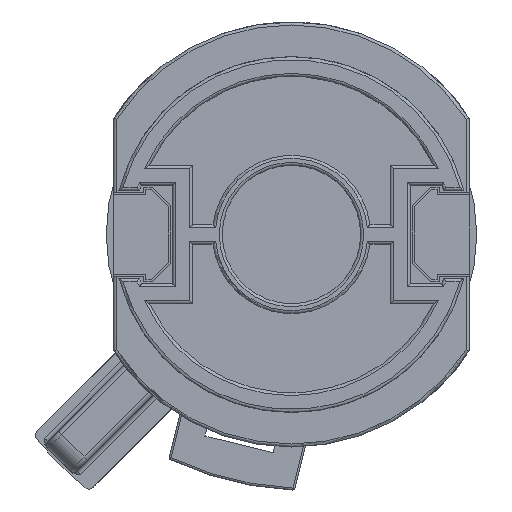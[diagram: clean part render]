
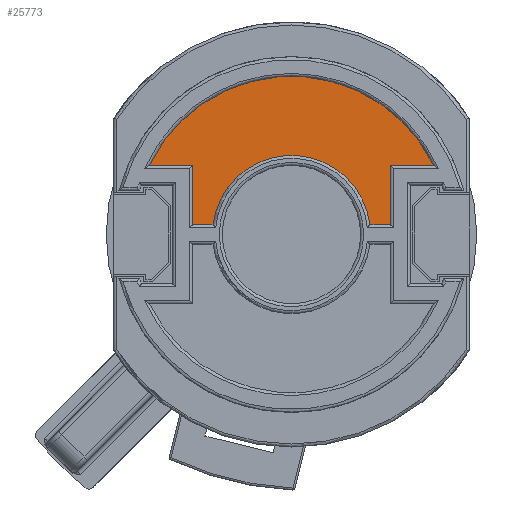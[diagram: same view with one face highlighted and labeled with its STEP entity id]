
A CAD part, front view. The second image highlights one B-rep face of the part: STEP entity #25773.
In plain terms, the highlighted face is planar.
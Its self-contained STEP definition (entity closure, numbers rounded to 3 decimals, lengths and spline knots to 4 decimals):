
#2775=LINE('',#93671,#4442);
#2778=LINE('',#93676,#4445);
#2781=LINE('',#93684,#4448);
#2821=LINE('',#94052,#4488);
#2824=LINE('',#94060,#4491);
#2826=LINE('',#94063,#4493);
#4442=VECTOR('',#35078,0.2362);
#4445=VECTOR('',#35083,0.1727);
#4448=VECTOR('',#35092,0.1727);
#4488=VECTOR('',#35250,0.0812);
#4491=VECTOR('',#35259,0.0812);
#4493=VECTOR('',#35263,0.2362);
#6616=FACE_OUTER_BOUND('',#8121,.T.);
#8121=EDGE_LOOP('',(#22696,#22697,#22698,#22699,#22700,#22701,#22702,#22703));
#9381=CIRCLE('',#28664,0.6299);
#9392=CIRCLE('',#28726,0.315);
#11723=VERTEX_POINT('',#93668);
#11724=VERTEX_POINT('',#93670);
#11725=VERTEX_POINT('',#93674);
#11726=VERTEX_POINT('',#93678);
#11727=VERTEX_POINT('',#93682);
#11760=VERTEX_POINT('',#94051);
#11761=VERTEX_POINT('',#94055);
#11762=VERTEX_POINT('',#94059);
#15355=EDGE_CURVE('',#11724,#11723,#2775,.T.);
#15358=EDGE_CURVE('',#11723,#11725,#2778,.T.);
#15360=EDGE_CURVE('',#11725,#11726,#9381,.T.);
#15362=EDGE_CURVE('',#11726,#11727,#2781,.T.);
#15436=EDGE_CURVE('',#11760,#11724,#2821,.T.);
#15438=EDGE_CURVE('',#11761,#11760,#9392,.T.);
#15440=EDGE_CURVE('',#11762,#11761,#2824,.T.);
#15442=EDGE_CURVE('',#11727,#11762,#2826,.T.);
#22696=ORIENTED_EDGE('',*,*,#15362,.T.);
#22697=ORIENTED_EDGE('',*,*,#15442,.T.);
#22698=ORIENTED_EDGE('',*,*,#15440,.T.);
#22699=ORIENTED_EDGE('',*,*,#15438,.T.);
#22700=ORIENTED_EDGE('',*,*,#15436,.T.);
#22701=ORIENTED_EDGE('',*,*,#15355,.T.);
#22702=ORIENTED_EDGE('',*,*,#15358,.T.);
#22703=ORIENTED_EDGE('',*,*,#15360,.T.);
#24009=PLANE('',#28738);
#25773=ADVANCED_FACE('',(#6616),#24009,.F.);
#28664=AXIS2_PLACEMENT_3D('',#93680,#35087,#35088);
#28726=AXIS2_PLACEMENT_3D('',#94056,#35254,#35255);
#28738=AXIS2_PLACEMENT_3D('',#94080,#35289,#35290);
#35078=DIRECTION('',(0.,1.,0.));
#35083=DIRECTION('',(-1.,0.,0.));
#35087=DIRECTION('center_axis',(0.,0.,-1.));
#35088=DIRECTION('ref_axis',(-0.899,0.438,0.));
#35092=DIRECTION('',(-1.,0.,0.));
#35250=DIRECTION('',(-1.,0.,0.));
#35254=DIRECTION('center_axis',(0.,0.,1.));
#35255=DIRECTION('ref_axis',(0.992,-0.125,0.));
#35259=DIRECTION('',(-1.,0.,0.));
#35263=DIRECTION('',(0.,-1.,0.));
#35289=DIRECTION('center_axis',(0.,0.,1.));
#35290=DIRECTION('ref_axis',(1.,0.,0.));
#93668=CARTESIAN_POINT('',(-0.3937,0.2756,0.));
#93670=CARTESIAN_POINT('',(-0.3937,0.0394,0.));
#93671=CARTESIAN_POINT('',(-0.3937,0.0394,0.));
#93674=CARTESIAN_POINT('',(-0.5664,0.2756,0.));
#93676=CARTESIAN_POINT('',(-0.3937,0.2756,0.));
#93678=CARTESIAN_POINT('',(0.5664,0.2756,0.));
#93680=CARTESIAN_POINT('Origin',(0.,0.,0.));
#93682=CARTESIAN_POINT('',(0.3937,0.2756,0.));
#93684=CARTESIAN_POINT('',(0.5664,0.2756,0.));
#94051=CARTESIAN_POINT('',(-0.3125,0.0394,0.));
#94052=CARTESIAN_POINT('',(-0.3125,0.0394,0.));
#94055=CARTESIAN_POINT('',(0.3125,0.0394,0.));
#94056=CARTESIAN_POINT('Origin',(0.,0.,0.));
#94059=CARTESIAN_POINT('',(0.3937,0.0394,0.));
#94060=CARTESIAN_POINT('',(0.3937,0.0394,0.));
#94063=CARTESIAN_POINT('',(0.3937,0.2756,0.));
#94080=CARTESIAN_POINT('Origin',(0.,0.,
0.));
